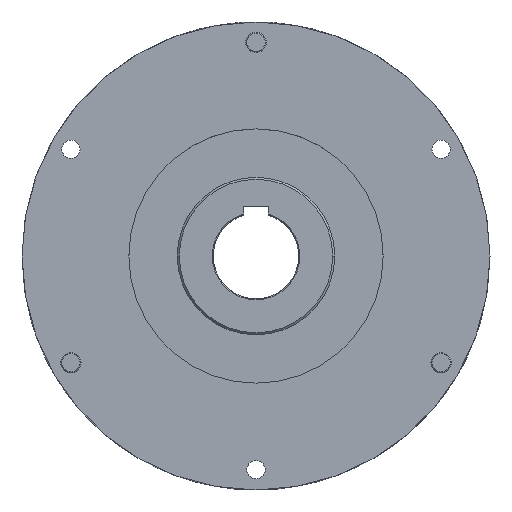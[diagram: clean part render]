
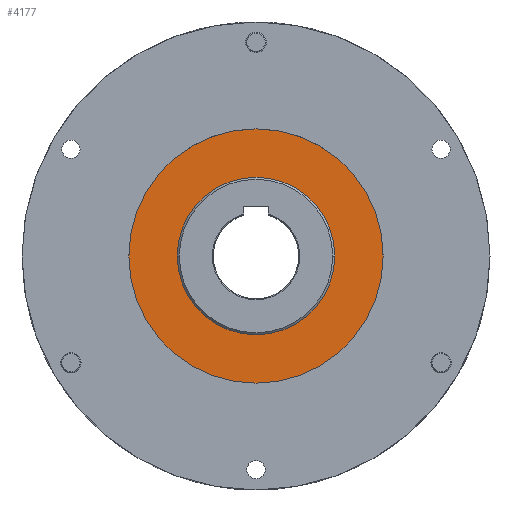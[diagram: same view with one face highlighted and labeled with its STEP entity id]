
A CAD part, top view. The second image highlights one B-rep face of the part: STEP entity #4177.
In plain terms, the highlighted planar face has unit normal (0, 0, 1).
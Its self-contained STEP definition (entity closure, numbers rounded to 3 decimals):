
#8 = VERTEX_POINT ( 'NONE', #4915 ) ;
#16 = EDGE_CURVE ( 'NONE', #8, #32, #4966, .T. ) ;
#32 = VERTEX_POINT ( 'NONE', #4999 ) ;
#3137 = VERTEX_POINT ( 'NONE', #6710 ) ;
#3148 = VERTEX_POINT ( 'NONE', #6798 ) ;
#3150 = EDGE_CURVE ( 'NONE', #3137, #3148, #6797, .T. ) ;
#4177 = ADVANCED_FACE ( 'NONE', ( #8726, #8725 ), #8724, .T. ) ;
#4178 = ORIENTED_EDGE ( 'NONE', *, *, #4180, .T. ) ;
#4179 = ORIENTED_EDGE ( 'NONE', *, *, #3150, .T. ) ;
#4180 = EDGE_CURVE ( 'NONE', #3148, #3137, #8718, .T. ) ;
#4182 = EDGE_LOOP ( 'NONE', ( #4191, #4190 ) ) ;
#4188 = EDGE_LOOP ( 'NONE', ( #4179, #4178 ) ) ;
#4190 = ORIENTED_EDGE ( 'NONE', *, *, #16, .T. ) ;
#4191 = ORIENTED_EDGE ( 'NONE', *, *, #4197, .T. ) ;
#4197 = EDGE_CURVE ( 'NONE', #32, #8, #8759, .T. ) ;
#4915 = CARTESIAN_POINT ( 'NONE',  ( -62.5, 0., 83.1 ) ) ;
#4962 = DIRECTION ( 'NONE',  ( 1., 0., 0. ) ) ;
#4963 = DIRECTION ( 'NONE',  ( 0., 0., 1. ) ) ;
#4964 = CARTESIAN_POINT ( 'NONE',  ( 0., 0., 83.1 ) ) ;
#4965 = AXIS2_PLACEMENT_3D ( 'NONE', #4964, #4963, #4962 ) ;
#4966 = CIRCLE ( 'NONE', #4965, 62.5 ) ;
#4999 = CARTESIAN_POINT ( 'NONE',  ( 62.5, 0., 83.1 ) ) ;
#6710 = CARTESIAN_POINT ( 'NONE',  ( -38.7, 0., 83.1 ) ) ;
#6793 = DIRECTION ( 'NONE',  ( 1., 0., 0. ) ) ;
#6794 = DIRECTION ( 'NONE',  ( 0., 0., -1. ) ) ;
#6795 = CARTESIAN_POINT ( 'NONE',  ( 0., 0., 83.1 ) ) ;
#6796 = AXIS2_PLACEMENT_3D ( 'NONE', #6795, #6794, #6793 ) ;
#6797 = CIRCLE ( 'NONE', #6796, 38.7 ) ;
#6798 = CARTESIAN_POINT ( 'NONE',  ( 38.7, 0., 83.1 ) ) ;
#8715 = DIRECTION ( 'NONE',  ( 1., 0., 0. ) ) ;
#8716 = DIRECTION ( 'NONE',  ( 0., 0., -1. ) ) ;
#8717 = AXIS2_PLACEMENT_3D ( 'NONE', #8722, #8716, #8715 ) ;
#8718 = CIRCLE ( 'NONE', #8717, 38.7 ) ;
#8719 = DIRECTION ( 'NONE',  ( 1., 0., 0. ) ) ;
#8720 = DIRECTION ( 'NONE',  ( 0., 0., 1. ) ) ;
#8721 = CARTESIAN_POINT ( 'NONE',  ( 0., 0., 83.1 ) ) ;
#8722 = CARTESIAN_POINT ( 'NONE',  ( 0., 0., 83.1 ) ) ;
#8723 = AXIS2_PLACEMENT_3D ( 'NONE', #8721, #8720, #8719 ) ;
#8724 = PLANE ( 'NONE',  #8723 ) ;
#8725 = FACE_BOUND ( 'NONE', #4188, .T. ) ;
#8726 = FACE_OUTER_BOUND ( 'NONE', #4182, .T. ) ;
#8755 = DIRECTION ( 'NONE',  ( 1., 0., 0. ) ) ;
#8756 = DIRECTION ( 'NONE',  ( 0., 0., 1. ) ) ;
#8757 = CARTESIAN_POINT ( 'NONE',  ( 0., 0., 83.1 ) ) ;
#8758 = AXIS2_PLACEMENT_3D ( 'NONE', #8757, #8756, #8755 ) ;
#8759 = CIRCLE ( 'NONE', #8758, 62.5 ) ;
